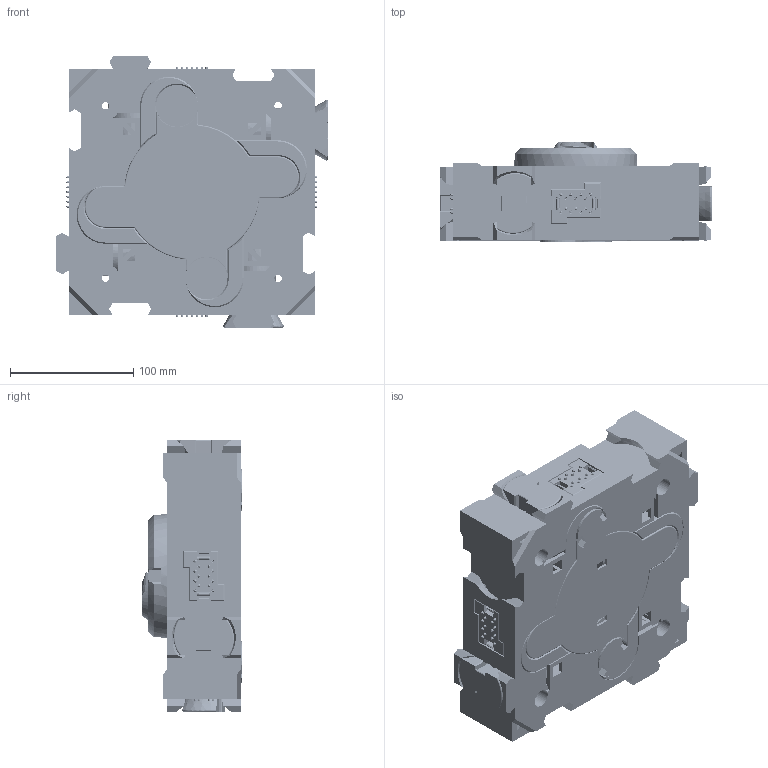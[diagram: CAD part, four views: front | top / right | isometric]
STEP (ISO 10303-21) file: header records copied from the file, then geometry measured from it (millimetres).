
FILE_DESCRIPTION (( 'STEP AP214' ), '1' );
FILE_NAME ('asm_connector_surface.STEP', '2022-02-07T20:09:12', ( '' ), ( '' ), 'SwSTEP 2.0', 'SolidWorks 2020', '' );
FILE_SCHEMA (( 'AUTOMOTIVE_DESIGN' ));
Length unit declared in the file: millimetre
Products named in the file (25): simple_cup_220102; connector_cup; pld_8_211217; motor_holder3508; rotary_fixer_220101; screw1_211222; central_plate; pogopin_cup_220111; angle_211224; pogopin_a734_3_3x12_211214; case_3508; screw2_220103; board2_220110; asm_brd2_220111; motor_gear3508; connect_board_211223; asm_connector_surface; stator_3506; motor_3506; cap2_220111; rotor_3508; _connecting_module; screw_3508; pbd_8r_211217; asm_connect_brd_211223
Assembly tree (61 placements, depth 4):
  asm_connector_surface
    angle_211224
    rotary_fixer_220101  x4
    screw1_211222  x4
    asm_connect_brd_211223  x4
      connect_board_211223
      pogopin_a734_3_3x12_211214
      pbd_8r_211217
      asm_brd2_220111
        board2_220110
        pld_8_211217  x2
    connector_cup
    screw2_220103  x4
    pogopin_cup_220111  x4
    cap2_220111  x8
    central_plate
    simple_cup_220102
    _connecting_module
      case_3508
      screw_3508
      motor_gear3508
      motor_3506
        stator_3506
        rotor_3508
      motor_holder3508
Bounding box: 220.35 x 81 x 220 mm (x, y, z)
Volume: 1458779.2 mm3; surface area: 649861.8 mm2
Topology: 114 solids, 114 shells, 6070 faces, 16015 edges, 10310 vertices
Faces by surface type: cylinder 2722, plane 2421, torus 464, cone 260, sphere 112, bspline 91
Entity records: 90994 total; most frequent: CARTESIAN_POINT 22880, ORIENTED_EDGE 14196, DIRECTION 14050, EDGE_CURVE 7098, AXIS2_PLACEMENT_3D 5015, VERTEX_POINT 4644, VECTOR 4020, LINE 4020
